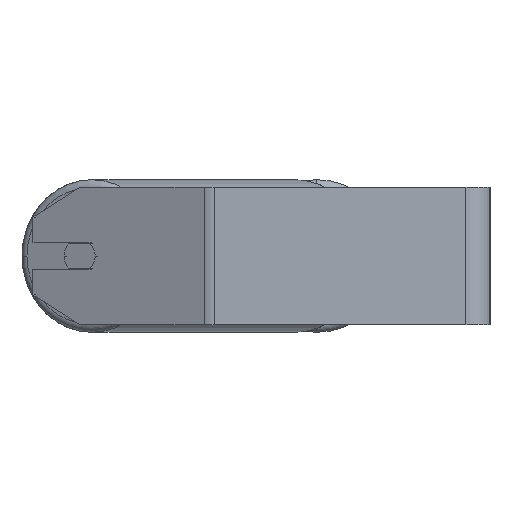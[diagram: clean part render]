
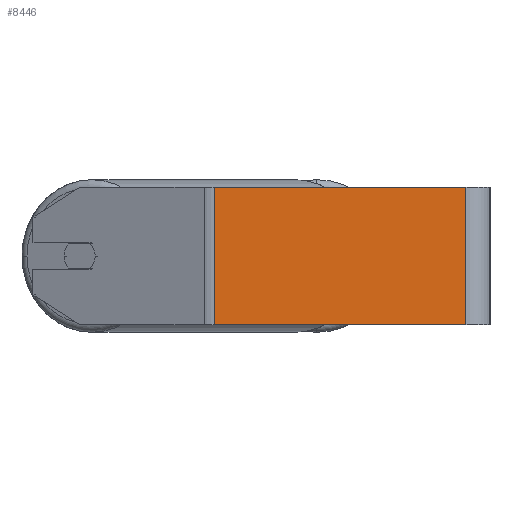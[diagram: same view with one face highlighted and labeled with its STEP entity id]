
A CAD part, left-side view. The second image highlights one B-rep face of the part: STEP entity #8446.
In plain terms, the highlighted planar face has unit normal (-1, 0, 0).
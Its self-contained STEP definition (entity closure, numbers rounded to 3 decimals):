
#58 = VERTEX_POINT ( 'NONE', #5364 ) ;
#128 = PLANE ( 'NONE',  #3256 ) ;
#421 = LINE ( 'NONE', #498, #2380 ) ;
#484 = CARTESIAN_POINT ( 'NONE',  ( -490., 160.806, -40. ) ) ;
#498 = CARTESIAN_POINT ( 'NONE',  ( -490., 163.909, 40. ) ) ;
#724 = CARTESIAN_POINT ( 'NONE',  ( -490., 160.806, 40. ) ) ;
#828 = VECTOR ( 'NONE', #4767, 1000. ) ;
#836 = CARTESIAN_POINT ( 'NONE',  ( -490., 163.909, 40. ) ) ;
#896 = ORIENTED_EDGE ( 'NONE', *, *, #7789, .T. ) ;
#1082 = VECTOR ( 'NONE', #7068, 1000. ) ;
#1970 = ORIENTED_EDGE ( 'NONE', *, *, #2498, .F. ) ;
#1996 = DIRECTION ( 'NONE',  ( 0., 0., -1. ) ) ;
#2157 = FACE_OUTER_BOUND ( 'NONE', #8625, .T. ) ;
#2380 = VECTOR ( 'NONE', #3116, 1000. ) ;
#2498 = EDGE_CURVE ( 'NONE', #58, #5666, #421, .T. ) ;
#3116 = DIRECTION ( 'NONE',  ( 0., -1., 0. ) ) ;
#3129 = CARTESIAN_POINT ( 'NONE',  ( -490., 14., 40. ) ) ;
#3256 = AXIS2_PLACEMENT_3D ( 'NONE', #836, #4146, #1996 ) ;
#3592 = LINE ( 'NONE', #724, #4368 ) ;
#4109 = LINE ( 'NONE', #6845, #828 ) ;
#4126 = DIRECTION ( 'NONE',  ( 0., 0., -1. ) ) ;
#4146 = DIRECTION ( 'NONE',  ( 1., 0., 0. ) ) ;
#4368 = VECTOR ( 'NONE', #4126, 1000. ) ;
#4450 = LINE ( 'NONE', #3129, #1082 ) ;
#4478 = EDGE_CURVE ( 'NONE', #5666, #4679, #4450, .T. ) ;
#4679 = VERTEX_POINT ( 'NONE', #5915 ) ;
#4767 = DIRECTION ( 'NONE',  ( 0., -1., 0. ) ) ;
#5364 = CARTESIAN_POINT ( 'NONE',  ( -490., 160.806, 40. ) ) ;
#5641 = CARTESIAN_POINT ( 'NONE',  ( -490., 14., 40. ) ) ;
#5666 = VERTEX_POINT ( 'NONE', #5641 ) ;
#5915 = CARTESIAN_POINT ( 'NONE',  ( -490., 14., -40. ) ) ;
#5955 = ORIENTED_EDGE ( 'NONE', *, *, #7378, .T. ) ;
#6798 = ORIENTED_EDGE ( 'NONE', *, *, #4478, .F. ) ;
#6845 = CARTESIAN_POINT ( 'NONE',  ( -490., 163.909, -40. ) ) ;
#7068 = DIRECTION ( 'NONE',  ( 0., 0., -1. ) ) ;
#7304 = VERTEX_POINT ( 'NONE', #484 ) ;
#7378 = EDGE_CURVE ( 'NONE', #7304, #4679, #4109, .T. ) ;
#7789 = EDGE_CURVE ( 'NONE', #58, #7304, #3592, .T. ) ;
#8446 = ADVANCED_FACE ( 'NONE', ( #2157 ), #128, .F. ) ;
#8625 = EDGE_LOOP ( 'NONE', ( #5955, #6798, #1970, #896 ) ) ;
